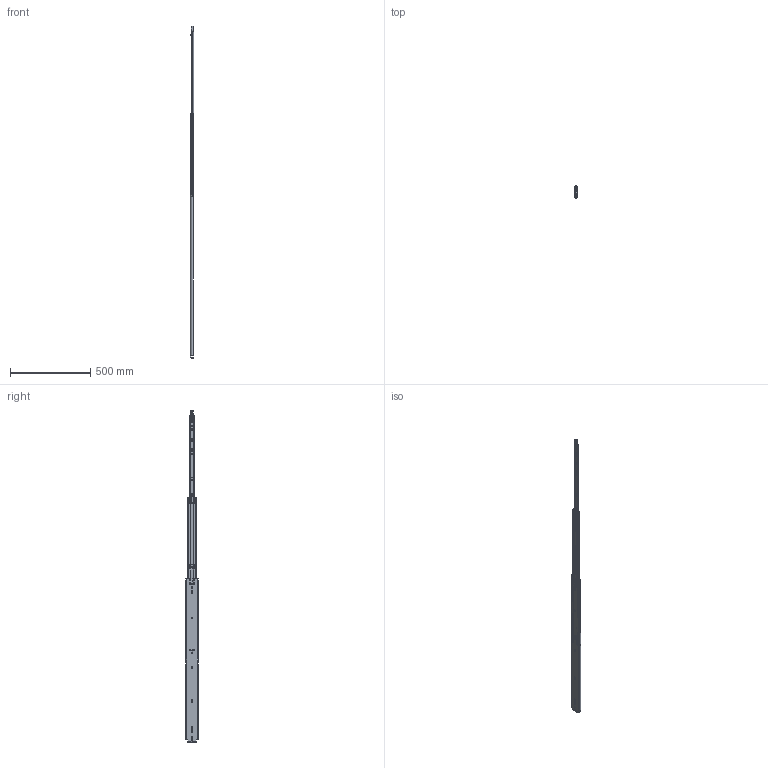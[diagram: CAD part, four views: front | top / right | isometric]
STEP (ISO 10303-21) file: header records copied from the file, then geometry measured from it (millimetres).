
FILE_DESCRIPTION (( 'STEP AP214' ), '1' );
FILE_NAME ('FR_5400_SL.1016mm_40inch_open_left.STEP', '2022-11-02T15:22:27', ( '' ), ( '' ), 'SwSTEP 2.0', 'SolidWorks 2020', '' );
FILE_SCHEMA (( 'AUTOMOTIVE_DESIGN' ));
Length unit declared in the file: millimetre
Products named in the file (20): FR_5400_SL.1016mm_40inch_open_left; 5400.XXX-02.T054_NL 40 Open; 5400 Drawer Unlock; 5400 Connecting Rod_NL  40; 5400 Drawer Lock Latch; 5400.XXX-01.T054_NL 40; 5400 Rivet_Drawer Latch Rivet; 5400.XXX-03.T054_NL 40; 5400 Rivet_Handle Rivet; 5400.XXX-02.T054_NL 40; 5400 Stop; Middle Latch; 5400.XXX-03.T054_NL 40 Open; 5400 Rivet_Actuator Rivet; Rivet Latch_Middle Latch Rivet; 5400 Locking Handle Left; Rivet Stop; 5400 Rod Actuator; Rod Middle Latch
Assembly tree (19 placements, depth 3):
  FR_5400_SL.1016mm_40inch_open_left
    5400.XXX-01.T054_NL 40
      5400.XXX-01.T054_NL 40
    5400.XXX-03.T054_NL 40 Open
      5400.XXX-03.T054_NL 40
      5400 Locking Handle Left
      5400 Rivet_Handle Rivet
      5400 Drawer Lock Latch
      5400 Rivet_Drawer Latch Rivet
      5400 Drawer Unlock
      5400 Connecting Rod_NL  40
      5400 Rod Actuator
      5400 Rivet_Actuator Rivet
    5400.XXX-02.T054_NL 40 Open
      5400.XXX-02.T054_NL 40
      5400 Stop
      Middle Latch
      Rivet Latch_Middle Latch Rivet
      Rivet Stop
      Rod Middle Latch
Bounding box: 19.2 x 76.19 x 2063.97 mm (x, y, z)
Volume: 664423.1 mm3; surface area: 565107 mm2
Topology: 17 solids, 17 shells, 1046 faces, 2793 edges, 1761 vertices
Faces by surface type: plane 536, cylinder 449, torus 26, bspline 24, sphere 9, cone 2
Entity records: 35131 total; most frequent: CARTESIAN_POINT 7793, DIRECTION 5654, ORIENTED_EDGE 5568, EDGE_CURVE 2784, AXIS2_PLACEMENT_3D 1968, VERTEX_POINT 1759, LINE 1718, VECTOR 1718
